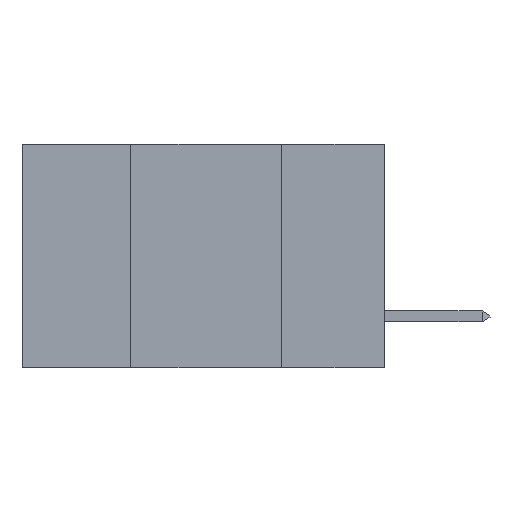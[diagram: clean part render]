
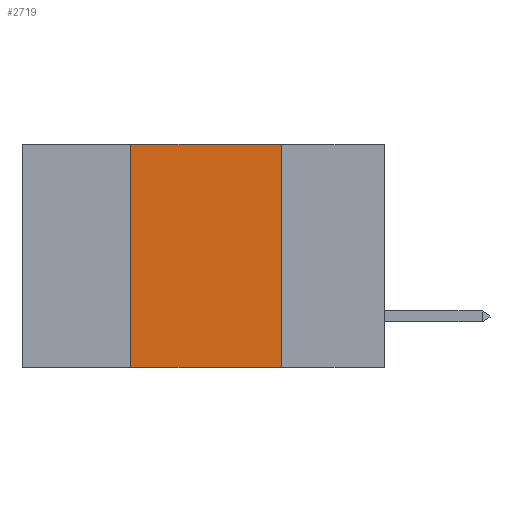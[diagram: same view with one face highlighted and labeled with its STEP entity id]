
A CAD part, left-side view. The second image highlights one B-rep face of the part: STEP entity #2719.
In plain terms, the highlighted planar face has unit normal (-1, 0, 0).
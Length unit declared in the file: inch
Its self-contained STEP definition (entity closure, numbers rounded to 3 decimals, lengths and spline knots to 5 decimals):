
#605 = DIRECTION ( 'NONE',  ( 0., 0., 1. ) ) ;
#613 = VECTOR ( 'NONE', #4158, 39.37008 ) ;
#641 = CARTESIAN_POINT ( 'NONE',  ( 0., 0.42, 0. ) ) ;
#853 = VECTOR ( 'NONE', #6386, 39.37008 ) ;
#1127 = CARTESIAN_POINT ( 'NONE',  ( 0., 0.42, 0. ) ) ;
#1432 = ORIENTED_EDGE ( 'NONE', *, *, #2989, .F. ) ;
#1748 = VECTOR ( 'NONE', #3502, 39.37008 ) ;
#1785 = CARTESIAN_POINT ( 'NONE',  ( 0., 0.42, -0.37 ) ) ;
#1943 = ORIENTED_EDGE ( 'NONE', *, *, #3630, .F. ) ;
#2492 = EDGE_CURVE ( 'NONE', #6811, #5819, #2747, .T. ) ;
#2518 = VECTOR ( 'NONE', #605, 39.37008 ) ;
#2719 = ADVANCED_FACE ( 'NONE', ( #3098 ), #3101, .F. ) ;
#2747 = LINE ( 'NONE', #641, #2518 ) ;
#2927 = VERTEX_POINT ( 'NONE', #6349 ) ;
#2989 = EDGE_CURVE ( 'NONE', #5956, #2927, #6896, .T. ) ;
#3034 = DIRECTION ( 'NONE',  ( 0., 0., -1. ) ) ;
#3039 = ORIENTED_EDGE ( 'NONE', *, *, #8119, .T. ) ;
#3064 = DIRECTION ( 'NONE',  ( 1., 0., 0. ) ) ;
#3098 = FACE_OUTER_BOUND ( 'NONE', #7022, .T. ) ;
#3101 = PLANE ( 'NONE',  #5292 ) ;
#3502 = DIRECTION ( 'NONE',  ( 0., -1., 0. ) ) ;
#3630 = EDGE_CURVE ( 'NONE', #5819, #5956, #3789, .T. ) ;
#3789 = LINE ( 'NONE', #8502, #1748 ) ;
#4158 = DIRECTION ( 'NONE',  ( 0., -1., 0. ) ) ;
#4957 = LINE ( 'NONE', #6344, #613 ) ;
#5253 = ORIENTED_EDGE ( 'NONE', *, *, #2492, .F. ) ;
#5292 = AXIS2_PLACEMENT_3D ( 'NONE', #7478, #3064, #3034 ) ;
#5819 = VERTEX_POINT ( 'NONE', #1127 ) ;
#5956 = VERTEX_POINT ( 'NONE', #6159 ) ;
#6159 = CARTESIAN_POINT ( 'NONE',  ( 0., 0.17, 0. ) ) ;
#6344 = CARTESIAN_POINT ( 'NONE',  ( 0., 0.6, -0.37 ) ) ;
#6349 = CARTESIAN_POINT ( 'NONE',  ( 0., 0.17, -0.37 ) ) ;
#6386 = DIRECTION ( 'NONE',  ( 0., 0., -1. ) ) ;
#6497 = CARTESIAN_POINT ( 'NONE',  ( 0., 0.17, 0. ) ) ;
#6811 = VERTEX_POINT ( 'NONE', #1785 ) ;
#6896 = LINE ( 'NONE', #6497, #853 ) ;
#7022 = EDGE_LOOP ( 'NONE', ( #1432, #1943, #5253, #3039 ) ) ;
#7478 = CARTESIAN_POINT ( 'NONE',  ( 0., 0.6, 0. ) ) ;
#8119 = EDGE_CURVE ( 'NONE', #6811, #2927, #4957, .T. ) ;
#8502 = CARTESIAN_POINT ( 'NONE',  ( 0., 0.6, 0. ) ) ;
